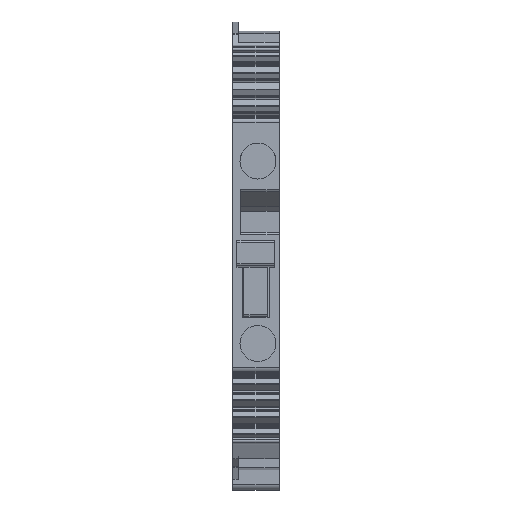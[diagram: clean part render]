
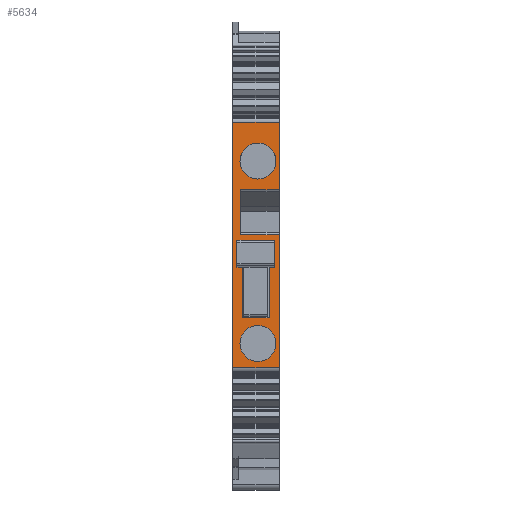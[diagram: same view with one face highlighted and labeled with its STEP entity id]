
A CAD part, top view. The second image highlights one B-rep face of the part: STEP entity #5634.
In plain terms, the highlighted planar face has unit normal (0, 0, 1).
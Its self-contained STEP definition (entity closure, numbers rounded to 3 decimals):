
#5521=AXIS2_PLACEMENT_3D('Plane Axis2P3D',#5518,#5519,#5520) ;
#5600=AXIS2_PLACEMENT_3D('Circle Axis2P3D',#5598,#5599,$) ;
#5609=AXIS2_PLACEMENT_3D('Circle Axis2P3D',#5607,#5608,$) ;
#5618=AXIS2_PLACEMENT_3D('Circle Axis2P3D',#5616,#5617,$) ;
#5627=AXIS2_PLACEMENT_3D('Circle Axis2P3D',#5625,#5626,$) ;
#1354=CARTESIAN_POINT('Vertex',(6.1,48.05,46.25)) ;
#1357=CARTESIAN_POINT('Line Origine',(6.1,43.628,46.25)) ;
#1361=CARTESIAN_POINT('Vertex',(6.1,39.206,46.25)) ;
#1424=CARTESIAN_POINT('Vertex',(6.1,33.333,46.25)) ;
#1427=CARTESIAN_POINT('Line Origine',(6.1,24.642,46.25)) ;
#1431=CARTESIAN_POINT('Vertex',(6.1,15.95,46.25)) ;
#5499=CARTESIAN_POINT('Line Origine',(3.05,15.95,46.25)) ;
#5503=CARTESIAN_POINT('Vertex',(0.,15.95,46.25)) ;
#5518=CARTESIAN_POINT('Axis2P3D Location',(0.,48.05,46.25)) ;
#5523=CARTESIAN_POINT('Line Origine',(3.55,33.333,46.25)) ;
#5527=CARTESIAN_POINT('Vertex',(1.,33.333,46.25)) ;
#5530=CARTESIAN_POINT('Line Origine',(1.,36.27,46.25)) ;
#5534=CARTESIAN_POINT('Vertex',(1.,39.206,46.25)) ;
#5537=CARTESIAN_POINT('Line Origine',(3.55,39.206,46.25)) ;
#5542=CARTESIAN_POINT('Line Origine',(3.05,48.05,46.25)) ;
#5546=CARTESIAN_POINT('Vertex',(0.,48.05,46.25)) ;
#5549=CARTESIAN_POINT('Line Origine',(0.,32.,46.25)) ;
#5564=CARTESIAN_POINT('Line Origine',(3.01,29.699,46.25)) ;
#5568=CARTESIAN_POINT('Vertex',(4.76,29.699,46.25)) ;
#5570=CARTESIAN_POINT('Vertex',(1.26,29.699,46.25)) ;
#5573=CARTESIAN_POINT('Line Origine',(4.76,26.078,46.25)) ;
#5577=CARTESIAN_POINT('Vertex',(4.76,22.457,46.25)) ;
#5580=CARTESIAN_POINT('Line Origine',(3.01,22.457,46.25)) ;
#5584=CARTESIAN_POINT('Vertex',(1.26,22.457,46.25)) ;
#5587=CARTESIAN_POINT('Line Origine',(1.26,26.078,46.25)) ;
#5598=CARTESIAN_POINT('Axis2P3D Location',(3.3,42.958,46.25)) ;
#5602=CARTESIAN_POINT('Vertex',(3.3,45.308,46.25)) ;
#5604=CARTESIAN_POINT('Vertex',(3.3,40.608,46.25)) ;
#5607=CARTESIAN_POINT('Axis2P3D Location',(3.3,42.958,46.25)) ;
#5616=CARTESIAN_POINT('Axis2P3D Location',(3.3,19.108,46.25)) ;
#5620=CARTESIAN_POINT('Vertex',(3.3,16.758,46.25)) ;
#5622=CARTESIAN_POINT('Vertex',(3.3,21.458,46.25)) ;
#5625=CARTESIAN_POINT('Axis2P3D Location',(3.3,19.108,46.25)) ;
#1358=DIRECTION('Vector Direction',(0.,-1.,0.)) ;
#1428=DIRECTION('Vector Direction',(0.,-1.,0.)) ;
#5500=DIRECTION('Vector Direction',(-1.,0.,0.)) ;
#5519=DIRECTION('Axis2P3D Direction',(0.,0.,1.)) ;
#5520=DIRECTION('Axis2P3D XDirection',(0.,-1.,0.)) ;
#5524=DIRECTION('Vector Direction',(-1.,0.,0.)) ;
#5531=DIRECTION('Vector Direction',(0.,-1.,0.)) ;
#5538=DIRECTION('Vector Direction',(-1.,0.,0.)) ;
#5543=DIRECTION('Vector Direction',(1.,0.,0.)) ;
#5550=DIRECTION('Vector Direction',(0.,-1.,0.)) ;
#5565=DIRECTION('Vector Direction',(1.,0.,0.)) ;
#5574=DIRECTION('Vector Direction',(0.,1.,0.)) ;
#5581=DIRECTION('Vector Direction',(-1.,0.,0.)) ;
#5588=DIRECTION('Vector Direction',(0.,-1.,0.)) ;
#5599=DIRECTION('Axis2P3D Direction',(0.,0.,1.)) ;
#5608=DIRECTION('Axis2P3D Direction',(0.,0.,1.)) ;
#5617=DIRECTION('Axis2P3D Direction',(0.,0.,1.)) ;
#5626=DIRECTION('Axis2P3D Direction',(0.,0.,1.)) ;
#1359=VECTOR('Line Direction',#1358,1.) ;
#1429=VECTOR('Line Direction',#1428,1.) ;
#5501=VECTOR('Line Direction',#5500,1.) ;
#5525=VECTOR('Line Direction',#5524,1.) ;
#5532=VECTOR('Line Direction',#5531,1.) ;
#5539=VECTOR('Line Direction',#5538,1.) ;
#5544=VECTOR('Line Direction',#5543,1.) ;
#5551=VECTOR('Line Direction',#5550,1.) ;
#5566=VECTOR('Line Direction',#5565,1.) ;
#5575=VECTOR('Line Direction',#5574,1.) ;
#5582=VECTOR('Line Direction',#5581,1.) ;
#5589=VECTOR('Line Direction',#5588,1.) ;
#5555=ORIENTED_EDGE('',*,*,#5529,.T.) ;
#5556=ORIENTED_EDGE('',*,*,#5536,.T.) ;
#5557=ORIENTED_EDGE('',*,*,#5541,.F.) ;
#5558=ORIENTED_EDGE('',*,*,#1363,.T.) ;
#5559=ORIENTED_EDGE('',*,*,#5548,.F.) ;
#5560=ORIENTED_EDGE('',*,*,#5553,.F.) ;
#5561=ORIENTED_EDGE('',*,*,#5505,.T.) ;
#5562=ORIENTED_EDGE('',*,*,#1433,.T.) ;
#5593=ORIENTED_EDGE('',*,*,#5572,.F.) ;
#5594=ORIENTED_EDGE('',*,*,#5579,.F.) ;
#5595=ORIENTED_EDGE('',*,*,#5586,.F.) ;
#5596=ORIENTED_EDGE('',*,*,#5591,.F.) ;
#5613=ORIENTED_EDGE('',*,*,#5606,.F.) ;
#5614=ORIENTED_EDGE('',*,*,#5611,.F.) ;
#5631=ORIENTED_EDGE('',*,*,#5624,.F.) ;
#5632=ORIENTED_EDGE('',*,*,#5629,.F.) ;
#5597=FACE_BOUND('',#5592,.T.) ;
#5615=FACE_BOUND('',#5612,.T.) ;
#5633=FACE_BOUND('',#5630,.T.) ;
#5634=ADVANCED_FACE('K\X2\00F6\X0\rper.8',(#5563,#5597,#5615,#5633),#5522,.T.) ;
#5601=CIRCLE('generated circle',#5600,2.35) ;
#5610=CIRCLE('generated circle',#5609,2.35) ;
#5619=CIRCLE('generated circle',#5618,2.35) ;
#5628=CIRCLE('generated circle',#5627,2.35) ;
#1363=EDGE_CURVE('',#1362,#1355,#1360,.F.) ;
#1433=EDGE_CURVE('',#1432,#1425,#1430,.F.) ;
#5505=EDGE_CURVE('',#5504,#1432,#5502,.F.) ;
#5529=EDGE_CURVE('',#1425,#5528,#5526,.T.) ;
#5536=EDGE_CURVE('',#5528,#5535,#5533,.F.) ;
#5541=EDGE_CURVE('',#1362,#5535,#5540,.T.) ;
#5548=EDGE_CURVE('',#5547,#1355,#5545,.T.) ;
#5553=EDGE_CURVE('',#5504,#5547,#5552,.F.) ;
#5572=EDGE_CURVE('',#5569,#5571,#5567,.F.) ;
#5579=EDGE_CURVE('',#5578,#5569,#5576,.T.) ;
#5586=EDGE_CURVE('',#5585,#5578,#5583,.F.) ;
#5591=EDGE_CURVE('',#5571,#5585,#5590,.T.) ;
#5606=EDGE_CURVE('',#5603,#5605,#5601,.T.) ;
#5611=EDGE_CURVE('',#5605,#5603,#5610,.T.) ;
#5624=EDGE_CURVE('',#5621,#5623,#5619,.T.) ;
#5629=EDGE_CURVE('',#5623,#5621,#5628,.T.) ;
#5554=EDGE_LOOP('',(#5555,#5556,#5557,#5558,#5559,#5560,#5561,#5562)) ;
#5592=EDGE_LOOP('',(#5593,#5594,#5595,#5596)) ;
#5612=EDGE_LOOP('',(#5613,#5614)) ;
#5630=EDGE_LOOP('',(#5631,#5632)) ;
#5563=FACE_OUTER_BOUND('',#5554,.T.) ;
#1360=LINE('Line',#1357,#1359) ;
#1430=LINE('Line',#1427,#1429) ;
#5502=LINE('Line',#5499,#5501) ;
#5526=LINE('Line',#5523,#5525) ;
#5533=LINE('Line',#5530,#5532) ;
#5540=LINE('Line',#5537,#5539) ;
#5545=LINE('Line',#5542,#5544) ;
#5552=LINE('Line',#5549,#5551) ;
#5567=LINE('Line',#5564,#5566) ;
#5576=LINE('Line',#5573,#5575) ;
#5583=LINE('Line',#5580,#5582) ;
#5590=LINE('Line',#5587,#5589) ;
#5522=PLANE('',#5521) ;
#1355=VERTEX_POINT('',#1354) ;
#1362=VERTEX_POINT('',#1361) ;
#1425=VERTEX_POINT('',#1424) ;
#1432=VERTEX_POINT('',#1431) ;
#5504=VERTEX_POINT('',#5503) ;
#5528=VERTEX_POINT('',#5527) ;
#5535=VERTEX_POINT('',#5534) ;
#5547=VERTEX_POINT('',#5546) ;
#5569=VERTEX_POINT('',#5568) ;
#5571=VERTEX_POINT('',#5570) ;
#5578=VERTEX_POINT('',#5577) ;
#5585=VERTEX_POINT('',#5584) ;
#5603=VERTEX_POINT('',#5602) ;
#5605=VERTEX_POINT('',#5604) ;
#5621=VERTEX_POINT('',#5620) ;
#5623=VERTEX_POINT('',#5622) ;
